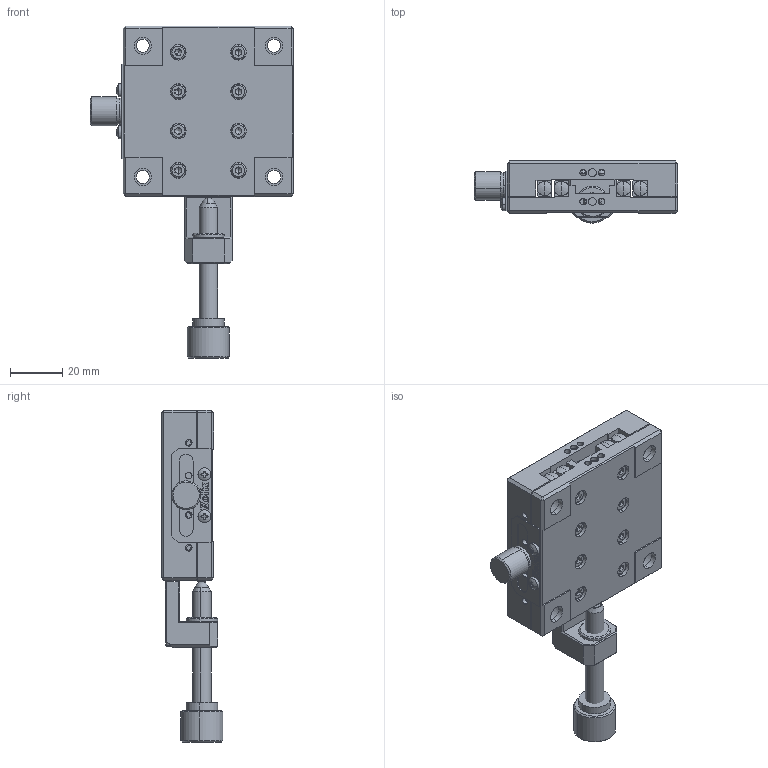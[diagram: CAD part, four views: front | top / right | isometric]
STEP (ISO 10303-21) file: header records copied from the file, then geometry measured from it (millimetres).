
FILE_DESCRIPTION (( 'STEP AP203' ), '1' );
FILE_NAME ('AK25-6520CZ.step', '2019-05-08T06:29:43', ( '' ), ( '' ), 'SwSTEP 2.0', 'SolidWorks 2017', '' );
FILE_SCHEMA (( 'CONFIG_CONTROL_DESIGN' ));
Length unit declared in the file: millimetre
Products named in the file (1): AK25-6520CZ
Bounding box: 77.5 x 23.49 x 126.5 mm (x, y, z)
Surface area: 34763.4 mm2 (no closed solid volume)
Topology: 0 solids, 39 shells, 670 faces, 2323 edges, 1575 vertices
Faces by surface type: plane 381, cylinder 167, cone 64, torus 36, bspline 16, sphere 6
Entity records: 25050 total; most frequent: CARTESIAN_POINT 5016, DIRECTION 4324, ORIENTED_EDGE 3655, EDGE_CURVE 2271, VERTEX_POINT 1575, AXIS2_PLACEMENT_3D 1449, VECTOR 1426, LINE 1426
